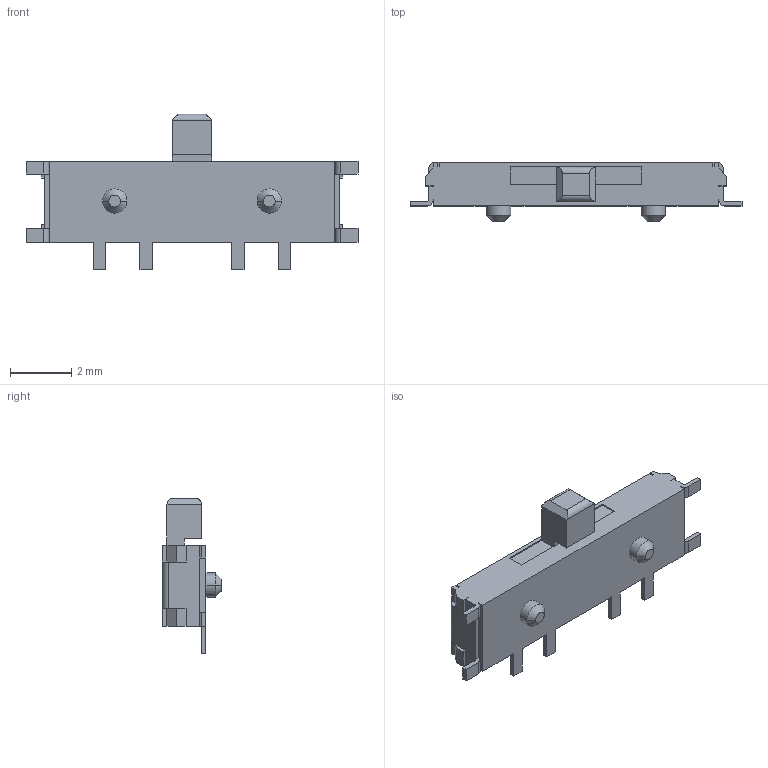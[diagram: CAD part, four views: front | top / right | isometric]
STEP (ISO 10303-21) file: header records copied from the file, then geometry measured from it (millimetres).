
FILE_DESCRIPTION((''),'2;1');
FILE_NAME('C-1437575-3','2012-02-10T',('workeradm'),('Tyco Electronics Ltd.'),'PRO/ENGINEER BY PARAMETRIC TECHNOLOGY CORPORATION, 2010430','PRO/ENGINEER BY PARAMETRIC TECHNOLOGY CORPORATION, 2010430','');
FILE_SCHEMA(('AUTOMOTIVE_DESIGN { 1 0 10303 214 1 1 1 1 }'));
Length unit declared in the file: millimetre
Products named in the file (1): C-1437575-3
Bounding box: 10.82 x 1.93 x 5.07 mm (x, y, z)
Volume: 38.6 mm3; surface area: 104.6 mm2
Topology: 1 solids, 1 shells, 137 faces, 364 edges, 232 vertices
Faces by surface type: plane 117, cylinder 16, cone 4
Entity records: 4449 total; most frequent: CARTESIAN_POINT 757, ORIENTED_EDGE 728, DIRECTION 670, EDGE_CURVE 364, VECTOR 324, LINE 324, VERTEX_POINT 232, AXIS2_PLACEMENT_3D 173
